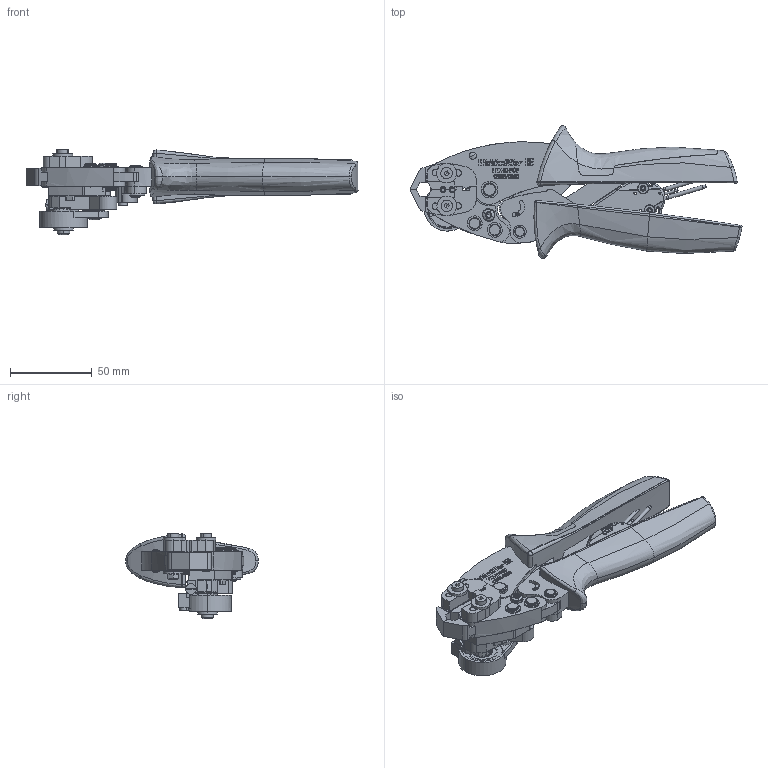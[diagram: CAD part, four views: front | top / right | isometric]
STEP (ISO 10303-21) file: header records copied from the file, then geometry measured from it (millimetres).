
FILE_DESCRIPTION(('CATIA V5 STEP Exchange','CAx-IF Rec.Pracs.--- Model Styling and Organization---1.5--- 2016-08-15','CAx-IF Rec.Pracs.---Supplemental Geometry---1.0---2011-11-01','CAx-IF Rec.Pracs.--- Composite Materials ---1.1---2010-07-15'),'2;1');
FILE_NAME ('008960-1_0', '2024-11-13T09:02:36+00:00', ('none'), ('Weidmueller'), 'CATIA Version 5-6 Release 2022 SP4 HF5', 'CATIA V5 STEP AP214 v3', 'none');
FILE_SCHEMA(('AUTOMOTIVE_DESIGN { 1 0 10303 214 1 1 1 1 }'));
Length unit declared in the file: millimetre
Products named in the file (1): 1208870000_HTX-IE-POF_AllCATPart
Bounding box: 203.22 x 81.1 x 52.42 mm (x, y, z)
Volume: 166742.1 mm3; surface area: 52286.7 mm2
Topology: 1 solids, 17 shells, 2611 faces, 7145 edges, 4617 vertices
Faces by surface type: plane 1119, cylinder 695, extrusion 391, bspline 172, cone 163, torus 41, sphere 30
Entity records: 98111 total; most frequent: CARTESIAN_POINT 37401, ORIENTED_EDGE 14210, DIRECTION 7899, EDGE_CURVE 7105, VERTEX_POINT 4617, VECTOR 3945, LINE 3554, EDGE_LOOP 2802
